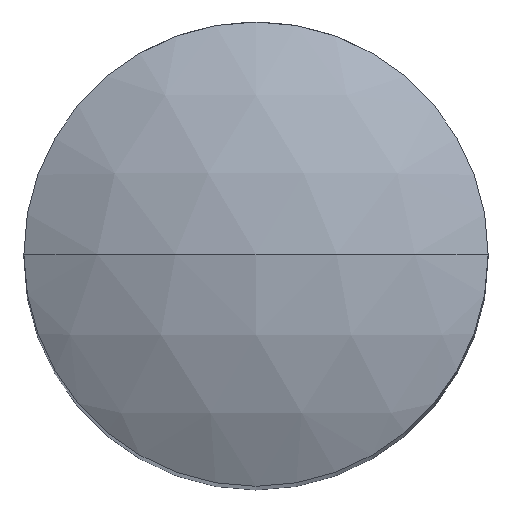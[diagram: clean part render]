
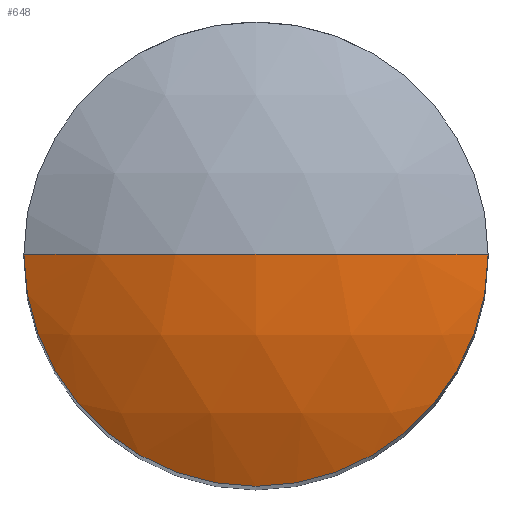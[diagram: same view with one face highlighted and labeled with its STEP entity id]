
A CAD part, top view. The second image highlights one B-rep face of the part: STEP entity #648.
In plain terms, the highlighted spherical face has radius 10 mm.
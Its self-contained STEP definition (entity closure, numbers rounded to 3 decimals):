
#27 = DIRECTION ( 'NONE',  ( 0., -1., 0. ) ) ;
#65 = FACE_OUTER_BOUND ( 'NONE', #454, .T. ) ;
#82 = ORIENTED_EDGE ( 'NONE', *, *, #190, .T. ) ;
#91 = CIRCLE ( 'NONE', #317, 5. ) ;
#144 = CARTESIAN_POINT ( 'NONE',  ( 0., 0., 15. ) ) ;
#156 = AXIS2_PLACEMENT_3D ( 'NONE', #144, #629, #218 ) ;
#184 = EDGE_CURVE ( 'NONE', #306, #757, #91, .T. ) ;
#190 = EDGE_CURVE ( 'NONE', #700, #757, #616, .T. ) ;
#218 = DIRECTION ( 'NONE',  ( 0., 0., 1. ) ) ;
#244 = CARTESIAN_POINT ( 'NONE',  ( 0., 0., 25. ) ) ;
#245 = CARTESIAN_POINT ( 'NONE',  ( -5., 0., 23.66 ) ) ;
#305 = DIRECTION ( 'NONE',  ( 1., 0., 0. ) ) ;
#306 = VERTEX_POINT ( 'NONE', #721 ) ;
#308 = AXIS2_PLACEMENT_3D ( 'NONE', #639, #27, #305 ) ;
#317 = AXIS2_PLACEMENT_3D ( 'NONE', #832, #827, #821 ) ;
#443 = AXIS2_PLACEMENT_3D ( 'NONE', #794, #789, #767 ) ;
#454 = EDGE_LOOP ( 'NONE', ( #528, #82, #544 ) ) ;
#528 = ORIENTED_EDGE ( 'NONE', *, *, #881, .F. ) ;
#544 = ORIENTED_EDGE ( 'NONE', *, *, #184, .F. ) ;
#616 = CIRCLE ( 'NONE', #443, 10. ) ;
#629 = DIRECTION ( 'NONE',  ( 0., 1., 0. ) ) ;
#639 = CARTESIAN_POINT ( 'NONE',  ( 0., 0., 15. ) ) ;
#648 = ADVANCED_FACE ( 'NONE', ( #65 ), #756, .T. ) ;
#681 = CIRCLE ( 'NONE', #156, 10. ) ;
#700 = VERTEX_POINT ( 'NONE', #244 ) ;
#721 = CARTESIAN_POINT ( 'NONE',  ( 5., 0., 23.66 ) ) ;
#756 = SPHERICAL_SURFACE ( 'NONE', #308, 10. ) ;
#757 = VERTEX_POINT ( 'NONE', #245 ) ;
#767 = DIRECTION ( 'NONE',  ( 1., 0., 0. ) ) ;
#789 = DIRECTION ( 'NONE',  ( 0., -1., 0. ) ) ;
#794 = CARTESIAN_POINT ( 'NONE',  ( 0., 0., 15. ) ) ;
#821 = DIRECTION ( 'NONE',  ( -1., 0., 0. ) ) ;
#827 = DIRECTION ( 'NONE',  ( 0., 0., -1. ) ) ;
#832 = CARTESIAN_POINT ( 'NONE',  ( 0., 0., 23.66 ) ) ;
#881 = EDGE_CURVE ( 'NONE', #700, #306, #681, .T. ) ;
